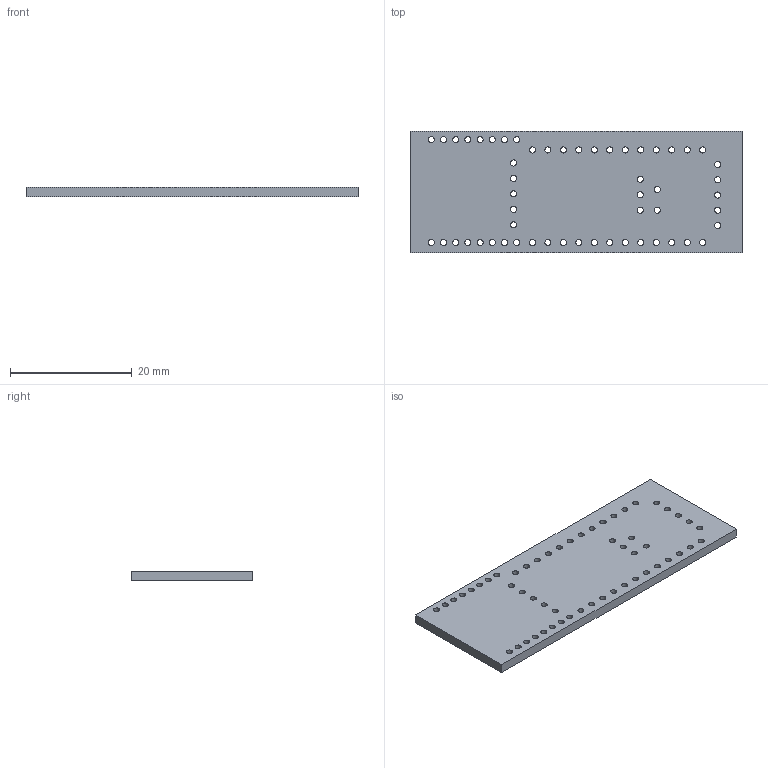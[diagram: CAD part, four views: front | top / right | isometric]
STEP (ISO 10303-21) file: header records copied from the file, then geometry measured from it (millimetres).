
FILE_DESCRIPTION(('CATIA V5 STEP Exchange'),'2;1');
FILE_NAME('MB.stp','2015-07-09T12:19:22+00:00',('none'),('none'),'CATIA Version 5 Release 18 GA (IN-10)','CATIA V5 STEP AP203','none');
FILE_SCHEMA(('CONFIG_CONTROL_DESIGN'));
Length unit declared in the file: millimetre
Products named in the file (1): MB
Bounding box: 54.5 x 20 x 1.6 mm (x, y, z)
Volume: 1674.9 mm3; surface area: 2608.5 mm2
Topology: 1 solids, 1 shells, 116 faces, 342 edges, 228 vertices
Faces by surface type: cylinder 110, plane 6
Entity records: 3773 total; most frequent: ORIENTED_EDGE 684, CARTESIAN_POINT 632, DIRECTION 464, EDGE_CURVE 342, AXIS2_PLACEMENT_3D 282, VERTEX_POINT 228, EDGE_LOOP 226, CIRCLE 220
